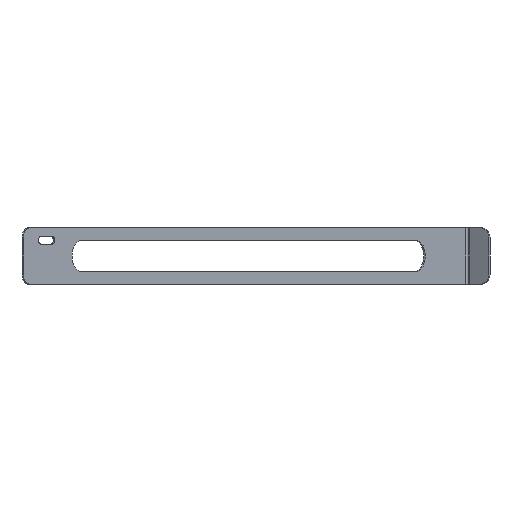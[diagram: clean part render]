
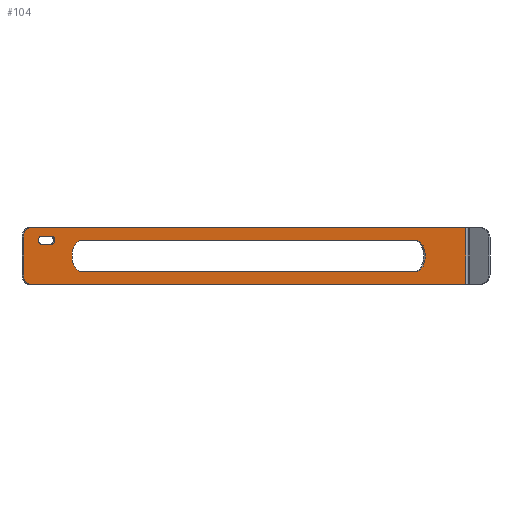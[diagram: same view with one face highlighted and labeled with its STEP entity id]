
A CAD part, left-side view. The second image highlights one B-rep face of the part: STEP entity #104.
In plain terms, the highlighted planar face has unit normal (-0.591, -0.807, 0).
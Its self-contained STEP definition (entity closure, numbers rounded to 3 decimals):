
#8 = VERTEX_POINT ( 'NONE', #798 ) ;
#15 = CARTESIAN_POINT ( 'NONE',  ( 572.672, -66.776, -14.375 ) ) ;
#26 = ORIENTED_EDGE ( 'NONE', *, *, #481, .T. ) ;
#28 = VECTOR ( 'NONE', #124, 1000. ) ;
#35 = DIRECTION ( 'NONE',  ( -0.807, 0.591, 0. ) ) ;
#52 = CARTESIAN_POINT ( 'NONE',  ( 572.672, -66.776, -6.375 ) ) ;
#60 = EDGE_CURVE ( 'NONE', #137, #301, #425, .T. ) ;
#66 = CARTESIAN_POINT ( 'NONE',  ( 298.288, 134.006, 0. ) ) ;
#68 = VERTEX_POINT ( 'NONE', #852 ) ;
#71 = LINE ( 'NONE', #496, #28 ) ;
#73 = DIRECTION ( 'NONE',  ( 0.807, -0.591, 0. ) ) ;
#87 = CARTESIAN_POINT ( 'NONE',  ( 338.639, 104.479, -22.375 ) ) ;
#95 = ORIENTED_EDGE ( 'NONE', *, *, #240, .F. ) ;
#97 = EDGE_CURVE ( 'NONE', #534, #68, #230, .T. ) ;
#104 = ADVANCED_FACE ( 'NONE', ( #545, #894, #641 ), #357, .F. ) ;
#108 = CIRCLE ( 'NONE', #664, 5. ) ;
#124 = DIRECTION ( 'NONE',  ( -0.807, 0.591, 0. ) ) ;
#131 = LINE ( 'NONE', #863, #498 ) ;
#134 = CARTESIAN_POINT ( 'NONE',  ( 298.288, 134.006, -28.75 ) ) ;
#137 = VERTEX_POINT ( 'NONE', #87 ) ;
#138 = DIRECTION ( 'NONE',  ( -0.807, 0.591, 0. ) ) ;
#164 = AXIS2_PLACEMENT_3D ( 'NONE', #15, #429, #285 ) ;
#165 = DIRECTION ( 'NONE',  ( 0.591, 0.807, 0. ) ) ;
#166 = EDGE_CURVE ( 'NONE', #8, #825, #403, .T. ) ;
#173 = CIRCLE ( 'NONE', #164, 8. ) ;
#174 = CIRCLE ( 'NONE', #433, 2. ) ;
#176 = VERTEX_POINT ( 'NONE', #735 ) ;
#184 = ORIENTED_EDGE ( 'NONE', *, *, #60, .F. ) ;
#201 = VECTOR ( 'NONE', #596, 1000. ) ;
#202 = DIRECTION ( 'NONE',  ( 0.591, 0.807, 0. ) ) ;
#211 = CARTESIAN_POINT ( 'NONE',  ( 318.464, 119.243, -6.25 ) ) ;
#215 = AXIS2_PLACEMENT_3D ( 'NONE', #696, #903, #626 ) ;
#216 = VECTOR ( 'NONE', #541, 1000. ) ;
#217 = CARTESIAN_POINT ( 'NONE',  ( 318.464, 119.243, -8.25 ) ) ;
#230 = LINE ( 'NONE', #66, #254 ) ;
#233 = VERTEX_POINT ( 'NONE', #298 ) ;
#236 = EDGE_CURVE ( 'NONE', #824, #281, #520, .T. ) ;
#240 = EDGE_CURVE ( 'NONE', #281, #690, #348, .T. ) ;
#244 = EDGE_CURVE ( 'NONE', #573, #8, #685, .T. ) ;
#248 = ORIENTED_EDGE ( 'NONE', *, *, #402, .F. ) ;
#254 = VECTOR ( 'NONE', #274, 1000. ) ;
#274 = DIRECTION ( 'NONE',  ( 0.807, -0.591, 0. ) ) ;
#281 = VERTEX_POINT ( 'NONE', #820 ) ;
#285 = DIRECTION ( 'NONE',  ( -0.807, 0.591, 0. ) ) ;
#293 = DIRECTION ( 'NONE',  ( -0.807, 0.591, 0. ) ) ;
#298 = CARTESIAN_POINT ( 'NONE',  ( 607.374, -92.169, -28.75 ) ) ;
#301 = VERTEX_POINT ( 'NONE', #563 ) ;
#313 = CARTESIAN_POINT ( 'NONE',  ( 310.393, 125.148, -4.25 ) ) ;
#316 = EDGE_CURVE ( 'NONE', #690, #534, #108, .T. ) ;
#321 = CIRCLE ( 'NONE', #215, 8. ) ;
#323 = DIRECTION ( 'NONE',  ( -0.591, -0.807, 0. ) ) ;
#327 = AXIS2_PLACEMENT_3D ( 'NONE', #578, #202, #787 ) ;
#329 = DIRECTION ( 'NONE',  ( 0., 0., 1. ) ) ;
#330 = CIRCLE ( 'NONE', #327, 2. ) ;
#337 = EDGE_CURVE ( 'NONE', #500, #358, #71, .T. ) ;
#348 = LINE ( 'NONE', #399, #553 ) ;
#350 = CARTESIAN_POINT ( 'NONE',  ( 302.323, 131.053, -5. ) ) ;
#357 = PLANE ( 'NONE',  #382 ) ;
#358 = VERTEX_POINT ( 'NONE', #631 ) ;
#361 = CARTESIAN_POINT ( 'NONE',  ( 298.288, 134.006, -22.375 ) ) ;
#372 = CARTESIAN_POINT ( 'NONE',  ( 302.323, 131.053, 0. ) ) ;
#378 = CARTESIAN_POINT ( 'NONE',  ( 298.288, 134.006, -5. ) ) ;
#382 = AXIS2_PLACEMENT_3D ( 'NONE', #134, #640, #138 ) ;
#399 = CARTESIAN_POINT ( 'NONE',  ( 298.288, 134.006, -28.75 ) ) ;
#401 = CARTESIAN_POINT ( 'NONE',  ( 298.288, 134.006, -6.375 ) ) ;
#402 = EDGE_CURVE ( 'NONE', #301, #715, #173, .T. ) ;
#403 = LINE ( 'NONE', #313, #201 ) ;
#409 = DIRECTION ( 'NONE',  ( -0.807, 0.591, 0. ) ) ;
#425 = LINE ( 'NONE', #361, #828 ) ;
#429 = DIRECTION ( 'NONE',  ( -0.591, -0.807, 0. ) ) ;
#433 = AXIS2_PLACEMENT_3D ( 'NONE', #211, #730, #293 ) ;
#440 = EDGE_LOOP ( 'NONE', ( #691, #26, #537, #906, #791 ) ) ;
#450 = DIRECTION ( 'NONE',  ( 0.591, 0.807, 0. ) ) ;
#453 = ORIENTED_EDGE ( 'NONE', *, *, #754, .F. ) ;
#456 = CARTESIAN_POINT ( 'NONE',  ( 607.374, -92.169, -28.75 ) ) ;
#460 = VECTOR ( 'NONE', #883, 1000. ) ;
#462 = ORIENTED_EDGE ( 'NONE', *, *, #647, .F. ) ;
#481 = EDGE_CURVE ( 'NONE', #825, #500, #174, .T. ) ;
#485 = EDGE_CURVE ( 'NONE', #824, #233, #131, .T. ) ;
#496 = CARTESIAN_POINT ( 'NONE',  ( 310.393, 125.148, -8.25 ) ) ;
#498 = VECTOR ( 'NONE', #73, 1000. ) ;
#500 = VERTEX_POINT ( 'NONE', #217 ) ;
#504 = ORIENTED_EDGE ( 'NONE', *, *, #316, .F. ) ;
#512 = ORIENTED_EDGE ( 'NONE', *, *, #485, .T. ) ;
#520 = CIRCLE ( 'NONE', #826, 5. ) ;
#531 = EDGE_CURVE ( 'NONE', #358, #573, #330, .T. ) ;
#534 = VERTEX_POINT ( 'NONE', #372 ) ;
#537 = ORIENTED_EDGE ( 'NONE', *, *, #337, .T. ) ;
#541 = DIRECTION ( 'NONE',  ( -0.807, 0.591, 0. ) ) ;
#545 = FACE_BOUND ( 'NONE', #920, .T. ) ;
#553 = VECTOR ( 'NONE', #329, 1000. ) ;
#555 = CARTESIAN_POINT ( 'NONE',  ( 332.183, 109.203, -14.375 ) ) ;
#563 = CARTESIAN_POINT ( 'NONE',  ( 572.672, -66.776, -22.375 ) ) ;
#567 = ORIENTED_EDGE ( 'NONE', *, *, #97, .F. ) ;
#569 = ORIENTED_EDGE ( 'NONE', *, *, #236, .F. ) ;
#573 = VERTEX_POINT ( 'NONE', #595 ) ;
#578 = CARTESIAN_POINT ( 'NONE',  ( 310.393, 125.148, -6.25 ) ) ;
#590 = CARTESIAN_POINT ( 'NONE',  ( 338.639, 104.479, -14.375 ) ) ;
#595 = CARTESIAN_POINT ( 'NONE',  ( 308.779, 126.329, -6.25 ) ) ;
#596 = DIRECTION ( 'NONE',  ( 0.807, -0.591, 0. ) ) ;
#600 = LINE ( 'NONE', #401, #216 ) ;
#615 = DIRECTION ( 'NONE',  ( -0.807, 0.591, 0. ) ) ;
#616 = AXIS2_PLACEMENT_3D ( 'NONE', #670, #165, #756 ) ;
#618 = CIRCLE ( 'NONE', #866, 8. ) ;
#626 = DIRECTION ( 'NONE',  ( -0.807, 0.591, 0. ) ) ;
#627 = EDGE_CURVE ( 'NONE', #176, #761, #618, .T. ) ;
#630 = EDGE_CURVE ( 'NONE', #233, #68, #746, .T. ) ;
#631 = CARTESIAN_POINT ( 'NONE',  ( 310.393, 125.148, -8.25 ) ) ;
#637 = ORIENTED_EDGE ( 'NONE', *, *, #627, .F. ) ;
#640 = DIRECTION ( 'NONE',  ( 0.591, 0.807, 0. ) ) ;
#641 = FACE_OUTER_BOUND ( 'NONE', #739, .T. ) ;
#647 = EDGE_CURVE ( 'NONE', #715, #176, #600, .T. ) ;
#650 = DIRECTION ( 'NONE',  ( 0.807, -0.591, 0. ) ) ;
#664 = AXIS2_PLACEMENT_3D ( 'NONE', #350, #711, #409 ) ;
#670 = CARTESIAN_POINT ( 'NONE',  ( 310.393, 125.148, -6.25 ) ) ;
#685 = CIRCLE ( 'NONE', #616, 2. ) ;
#690 = VERTEX_POINT ( 'NONE', #378 ) ;
#691 = ORIENTED_EDGE ( 'NONE', *, *, #166, .T. ) ;
#696 = CARTESIAN_POINT ( 'NONE',  ( 338.639, 104.479, -14.375 ) ) ;
#711 = DIRECTION ( 'NONE',  ( 0.591, 0.807, 0. ) ) ;
#714 = ORIENTED_EDGE ( 'NONE', *, *, #630, .T. ) ;
#715 = VERTEX_POINT ( 'NONE', #52 ) ;
#730 = DIRECTION ( 'NONE',  ( 0.591, 0.807, 0. ) ) ;
#735 = CARTESIAN_POINT ( 'NONE',  ( 338.639, 104.479, -6.375 ) ) ;
#739 = EDGE_LOOP ( 'NONE', ( #512, #714, #567, #504, #95, #569 ) ) ;
#746 = LINE ( 'NONE', #456, #460 ) ;
#754 = EDGE_CURVE ( 'NONE', #761, #137, #321, .T. ) ;
#756 = DIRECTION ( 'NONE',  ( -0.807, 0.591, 0. ) ) ;
#761 = VERTEX_POINT ( 'NONE', #555 ) ;
#787 = DIRECTION ( 'NONE',  ( -0.807, 0.591, 0. ) ) ;
#791 = ORIENTED_EDGE ( 'NONE', *, *, #244, .T. ) ;
#798 = CARTESIAN_POINT ( 'NONE',  ( 310.393, 125.148, -4.25 ) ) ;
#820 = CARTESIAN_POINT ( 'NONE',  ( 298.288, 134.006, -23.75 ) ) ;
#824 = VERTEX_POINT ( 'NONE', #843 ) ;
#825 = VERTEX_POINT ( 'NONE', #901 ) ;
#826 = AXIS2_PLACEMENT_3D ( 'NONE', #879, #450, #35 ) ;
#828 = VECTOR ( 'NONE', #650, 1000. ) ;
#843 = CARTESIAN_POINT ( 'NONE',  ( 302.323, 131.053, -28.75 ) ) ;
#852 = CARTESIAN_POINT ( 'NONE',  ( 607.374, -92.169, 0. ) ) ;
#863 = CARTESIAN_POINT ( 'NONE',  ( 298.288, 134.006, -28.75 ) ) ;
#866 = AXIS2_PLACEMENT_3D ( 'NONE', #590, #323, #615 ) ;
#879 = CARTESIAN_POINT ( 'NONE',  ( 302.323, 131.053, -23.75 ) ) ;
#883 = DIRECTION ( 'NONE',  ( 0., 0., 1. ) ) ;
#894 = FACE_BOUND ( 'NONE', #440, .T. ) ;
#901 = CARTESIAN_POINT ( 'NONE',  ( 318.464, 119.243, -4.25 ) ) ;
#903 = DIRECTION ( 'NONE',  ( -0.591, -0.807, 0. ) ) ;
#906 = ORIENTED_EDGE ( 'NONE', *, *, #531, .T. ) ;
#920 = EDGE_LOOP ( 'NONE', ( #462, #248, #184, #453, #637 ) ) ;
